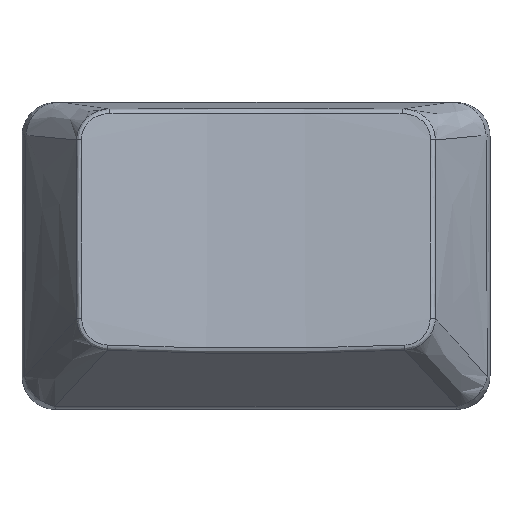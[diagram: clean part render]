
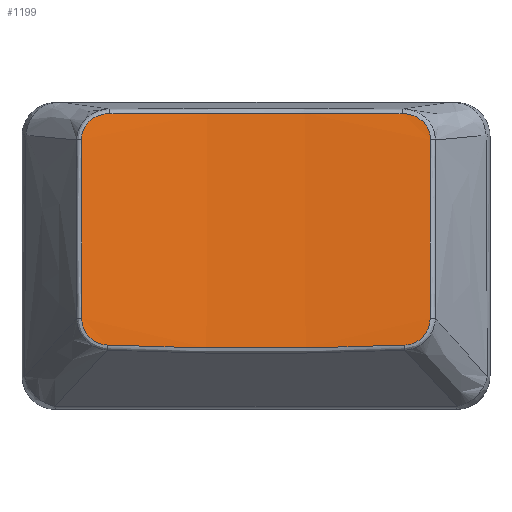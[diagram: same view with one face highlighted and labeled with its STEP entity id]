
A CAD part, top view. The second image highlights one B-rep face of the part: STEP entity #1199.
In plain terms, the highlighted free-form (B-spline) face has degree [1, 2] with [2, 3] control points.
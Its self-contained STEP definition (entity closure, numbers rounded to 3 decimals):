
#14=(
BOUNDED_SURFACE()
B_SPLINE_SURFACE(1,2,((#2742,#2743,#2744),(#2745,#2746,#2747)),
 .UNSPECIFIED.,.F.,.F.,.F.)
B_SPLINE_SURFACE_WITH_KNOTS((2,2),(3,3),(0.068,0.206),
(-1.672,-1.47),.UNSPECIFIED.)
GEOMETRIC_REPRESENTATION_ITEM()
RATIONAL_B_SPLINE_SURFACE(((1.,0.995,1.),(1.,0.995,
1.)))
REPRESENTATION_ITEM('')
SURFACE()
);
#125=B_SPLINE_CURVE_WITH_KNOTS('',3,(#2450,#2451,#2452,#2453),
 .UNSPECIFIED.,.F.,.F.,(4,4),(0.,1.765),.UNSPECIFIED.);
#126=B_SPLINE_CURVE_WITH_KNOTS('',3,(#2486,#2487,#2488,#2489,#2490,#2491),
 .UNSPECIFIED.,.F.,.F.,(4,1,1,4),(0.,0.105,
0.174,0.244),.UNSPECIFIED.);
#127=B_SPLINE_CURVE_WITH_KNOTS('',3,(#2514,#2515,#2516,#2517),
 .UNSPECIFIED.,.F.,.F.,(4,4),(0.,1.064),
 .UNSPECIFIED.);
#129=B_SPLINE_CURVE_WITH_KNOTS('',3,(#2551,#2552,#2553,#2554,#2555),
 .UNSPECIFIED.,.F.,.F.,(4,1,4),(0.,0.111,0.258),
 .UNSPECIFIED.);
#131=B_SPLINE_CURVE_WITH_KNOTS('',3,(#2583,#2584,#2585,#2586),
 .UNSPECIFIED.,.F.,.F.,(4,4),(0.,1.735),
 .UNSPECIFIED.);
#133=B_SPLINE_CURVE_WITH_KNOTS('',3,(#2626,#2627,#2628,#2629,#2630,#2631),
 .UNSPECIFIED.,.F.,.F.,(4,1,1,4),(0.,0.111,
0.184,0.258),.UNSPECIFIED.);
#135=B_SPLINE_CURVE_WITH_KNOTS('',3,(#2658,#2659,#2660,#2661),
 .UNSPECIFIED.,.F.,.F.,(4,4),(0.,1.064),
 .UNSPECIFIED.);
#136=B_SPLINE_CURVE_WITH_KNOTS('',3,(#2692,#2693,#2694,#2695,#2696,#2697),
 .UNSPECIFIED.,.F.,.F.,(4,1,1,4),(0.,0.105,0.174,
0.244),.UNSPECIFIED.);
#322=FACE_OUTER_BOUND('',#398,.T.);
#398=EDGE_LOOP('',(#980,#981,#982,#983,#984,#985,#986,#987));
#534=VERTEX_POINT('',#2446);
#535=VERTEX_POINT('',#2448);
#536=VERTEX_POINT('',#2484);
#537=VERTEX_POINT('',#2512);
#538=VERTEX_POINT('',#2543);
#540=VERTEX_POINT('',#2576);
#542=VERTEX_POINT('',#2617);
#544=VERTEX_POINT('',#2652);
#688=EDGE_CURVE('',#535,#534,#125,.T.);
#690=EDGE_CURVE('',#534,#536,#126,.T.);
#692=EDGE_CURVE('',#536,#537,#127,.T.);
#695=EDGE_CURVE('',#537,#538,#129,.T.);
#698=EDGE_CURVE('',#538,#540,#131,.T.);
#701=EDGE_CURVE('',#540,#542,#133,.T.);
#704=EDGE_CURVE('',#542,#544,#135,.T.);
#705=EDGE_CURVE('',#544,#535,#136,.T.);
#980=ORIENTED_EDGE('',*,*,#688,.F.);
#981=ORIENTED_EDGE('',*,*,#705,.F.);
#982=ORIENTED_EDGE('',*,*,#704,.F.);
#983=ORIENTED_EDGE('',*,*,#701,.F.);
#984=ORIENTED_EDGE('',*,*,#698,.F.);
#985=ORIENTED_EDGE('',*,*,#695,.F.);
#986=ORIENTED_EDGE('',*,*,#692,.F.);
#987=ORIENTED_EDGE('',*,*,#690,.F.);
#1199=ADVANCED_FACE('',(#322),#14,.T.);
#2446=CARTESIAN_POINT('',(-8.789,-5.282,6.552));
#2448=CARTESIAN_POINT('',(8.789,-5.282,6.552));
#2450=CARTESIAN_POINT('Ctrl Pts',(8.789,-5.282,6.552));
#2451=CARTESIAN_POINT('Ctrl Pts',(2.946,-5.537,6.086));
#2452=CARTESIAN_POINT('Ctrl Pts',(-2.946,-5.537,6.086));
#2453=CARTESIAN_POINT('Ctrl Pts',(-8.789,-5.282,6.552));
#2484=CARTESIAN_POINT('',(-10.301,-3.691,6.496));
#2486=CARTESIAN_POINT('Ctrl Pts',(-8.789,-5.282,6.552));
#2487=CARTESIAN_POINT('Ctrl Pts',(-9.135,-5.267,6.579));
#2488=CARTESIAN_POINT('Ctrl Pts',(-9.711,-5.057,6.606));
#2489=CARTESIAN_POINT('Ctrl Pts',(-10.21,-4.386,6.573));
#2490=CARTESIAN_POINT('Ctrl Pts',(-10.301,-3.922,6.525));
#2491=CARTESIAN_POINT('Ctrl Pts',(-10.301,-3.691,6.496));
#2512=CARTESIAN_POINT('',(-10.326,6.867,5.203));
#2514=CARTESIAN_POINT('Ctrl Pts',(-10.301,-3.691,6.496));
#2515=CARTESIAN_POINT('Ctrl Pts',(-10.308,-0.172,
6.065));
#2516=CARTESIAN_POINT('Ctrl Pts',(-10.317,3.348,5.634));
#2517=CARTESIAN_POINT('Ctrl Pts',(-10.326,6.867,5.203));
#2543=CARTESIAN_POINT('',(-8.637,8.417,4.857));
#2551=CARTESIAN_POINT('Ctrl Pts',(-10.326,6.867,5.203));
#2552=CARTESIAN_POINT('Ctrl Pts',(-10.327,7.234,5.158));
#2553=CARTESIAN_POINT('Ctrl Pts',(-9.995,8.085,5.019));
#2554=CARTESIAN_POINT('Ctrl Pts',(-9.126,8.413,4.898));
#2555=CARTESIAN_POINT('Ctrl Pts',(-8.637,8.417,4.857));
#2576=CARTESIAN_POINT('',(8.637,8.417,4.857));
#2583=CARTESIAN_POINT('Ctrl Pts',(-8.637,8.417,4.857));
#2584=CARTESIAN_POINT('Ctrl Pts',(-2.893,8.46,4.371));
#2585=CARTESIAN_POINT('Ctrl Pts',(2.893,8.46,4.371));
#2586=CARTESIAN_POINT('Ctrl Pts',(8.637,8.417,4.857));
#2617=CARTESIAN_POINT('',(10.326,6.867,5.203));
#2626=CARTESIAN_POINT('Ctrl Pts',(8.637,8.417,4.857));
#2627=CARTESIAN_POINT('Ctrl Pts',(9.004,8.414,4.888));
#2628=CARTESIAN_POINT('Ctrl Pts',(9.618,8.245,4.964));
#2629=CARTESIAN_POINT('Ctrl Pts',(10.21,7.6,5.101));
#2630=CARTESIAN_POINT('Ctrl Pts',(10.327,7.112,5.173));
#2631=CARTESIAN_POINT('Ctrl Pts',(10.326,6.867,5.203));
#2652=CARTESIAN_POINT('',(10.301,-3.691,6.496));
#2658=CARTESIAN_POINT('Ctrl Pts',(10.326,6.867,5.203));
#2659=CARTESIAN_POINT('Ctrl Pts',(10.317,3.348,5.634));
#2660=CARTESIAN_POINT('Ctrl Pts',(10.308,-0.172,6.065));
#2661=CARTESIAN_POINT('Ctrl Pts',(10.301,-3.691,6.496));
#2692=CARTESIAN_POINT('Ctrl Pts',(10.301,-3.691,6.496));
#2693=CARTESIAN_POINT('Ctrl Pts',(10.301,-4.038,6.539));
#2694=CARTESIAN_POINT('Ctrl Pts',(10.122,-4.622,6.592));
#2695=CARTESIAN_POINT('Ctrl Pts',(9.48,-5.159,6.597));
#2696=CARTESIAN_POINT('Ctrl Pts',(9.02,-5.272,6.57));
#2697=CARTESIAN_POINT('Ctrl Pts',(8.789,-5.282,6.552));
#2742=CARTESIAN_POINT('Ctrl Pts',(10.327,-5.417,6.711));
#2743=CARTESIAN_POINT('Ctrl Pts',(0.,-5.542,
5.692));
#2744=CARTESIAN_POINT('Ctrl Pts',(-10.327,-5.417,6.711));
#2745=CARTESIAN_POINT('Ctrl Pts',(10.327,8.536,4.998));
#2746=CARTESIAN_POINT('Ctrl Pts',(0.,8.411,
3.979));
#2747=CARTESIAN_POINT('Ctrl Pts',(-10.327,8.536,4.998));
